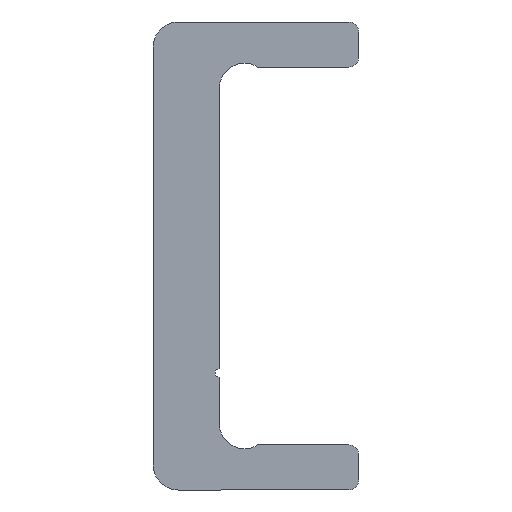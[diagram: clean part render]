
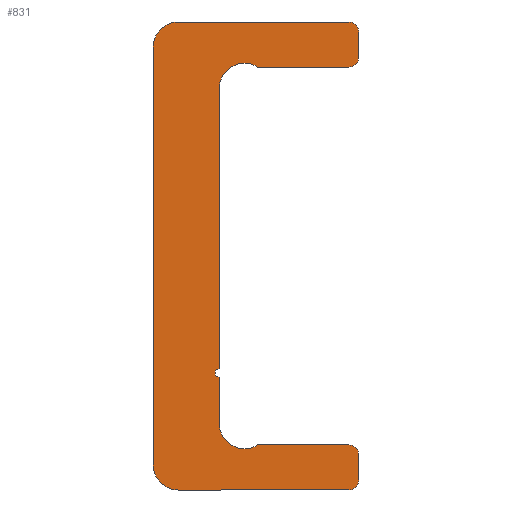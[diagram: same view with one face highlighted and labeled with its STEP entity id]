
A CAD part, left-side view. The second image highlights one B-rep face of the part: STEP entity #831.
In plain terms, the highlighted planar face has unit normal (-1, 0, 0).
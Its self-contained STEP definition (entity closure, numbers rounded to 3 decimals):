
#227=CARTESIAN_POINT('',(0.0,2.2,10.03));
#228=VERTEX_POINT('',#227);
#235=CARTESIAN_POINT('',(0.0,2.2,-6.75));
#236=VERTEX_POINT('',#235);
#237=CARTESIAN_POINT('',(0.0,2.2,10.03));
#238=DIRECTION('',(0.0,0.0,-1.0));
#239=VECTOR('',#238,16.78);
#240=LINE('',#237,#239);
#241=EDGE_CURVE('',#228,#236,#240,.T.);
#275=CARTESIAN_POINT('',(0.0,-0.098,11.3));
#276=VERTEX_POINT('',#275);
#283=CARTESIAN_POINT('',(0.0,0.7,10.03));
#284=DIRECTION('',(-1.0,0.0,0.0));
#285=DIRECTION('',(0.0,-1.0,0.0));
#286=AXIS2_PLACEMENT_3D('',#283,#284,#285);
#287=CIRCLE('',#286,1.5);
#288=EDGE_CURVE('',#276,#228,#287,.T.);
#307=CARTESIAN_POINT('',(0.0,-5.55,11.3));
#308=VERTEX_POINT('',#307);
#315=CARTESIAN_POINT('',(0.0,-5.55,11.3));
#316=DIRECTION('',(0.0,1.0,0.0));
#317=VECTOR('',#316,5.452);
#318=LINE('',#315,#317);
#319=EDGE_CURVE('',#308,#276,#318,.T.);
#339=CARTESIAN_POINT('',(0.0,-6.15,11.9));
#340=VERTEX_POINT('',#339);
#347=CARTESIAN_POINT('',(0.0,-5.55,11.9));
#348=DIRECTION('',(1.0,0.0,0.0));
#349=DIRECTION('',(0.0,-1.0,0.0));
#350=AXIS2_PLACEMENT_3D('',#347,#348,#349);
#351=CIRCLE('',#350,0.6);
#352=EDGE_CURVE('',#340,#308,#351,.T.);
#371=CARTESIAN_POINT('',(0.0,-6.15,13.4));
#372=VERTEX_POINT('',#371);
#379=CARTESIAN_POINT('',(0.0,-6.15,13.4));
#380=DIRECTION('',(0.0,0.0,-1.0));
#381=VECTOR('',#380,1.5);
#382=LINE('',#379,#381);
#383=EDGE_CURVE('',#372,#340,#382,.T.);
#403=CARTESIAN_POINT('',(0.0,-5.55,14.));
#404=VERTEX_POINT('',#403);
#411=CARTESIAN_POINT('',(0.0,-5.55,13.4));
#412=DIRECTION('',(1.0,0.0,0.0));
#413=DIRECTION('',(0.0,0.0,1.0));
#414=AXIS2_PLACEMENT_3D('',#411,#412,#413);
#415=CIRCLE('',#414,0.6);
#416=EDGE_CURVE('',#404,#372,#415,.T.);
#435=CARTESIAN_POINT('',(0.0,4.65,14.));
#436=VERTEX_POINT('',#435);
#443=CARTESIAN_POINT('',(0.0,4.65,14.));
#444=DIRECTION('',(0.0,-1.0,0.0));
#445=VECTOR('',#444,10.2);
#446=LINE('',#443,#445);
#447=EDGE_CURVE('',#436,#404,#446,.T.);
#467=CARTESIAN_POINT('',(0.0,6.15,12.5));
#468=VERTEX_POINT('',#467);
#475=CARTESIAN_POINT('',(0.0,4.65,12.5));
#476=DIRECTION('',(1.0,0.0,0.0));
#477=DIRECTION('',(0.0,1.0,0.0));
#478=AXIS2_PLACEMENT_3D('',#475,#476,#477);
#479=CIRCLE('',#478,1.5);
#480=EDGE_CURVE('',#468,#436,#479,.T.);
#499=CARTESIAN_POINT('',(0.0,6.15,-12.5));
#500=VERTEX_POINT('',#499);
#507=CARTESIAN_POINT('',(0.0,6.15,-12.5));
#508=DIRECTION('',(0.0,0.0,1.0));
#509=VECTOR('',#508,25.);
#510=LINE('',#507,#509);
#511=EDGE_CURVE('',#500,#468,#510,.T.);
#540=CARTESIAN_POINT('',(0.0,4.65,-14.));
#541=VERTEX_POINT('',#540);
#548=CARTESIAN_POINT('',(0.0,4.65,-12.5));
#549=DIRECTION('',(1.0,0.0,0.0));
#550=DIRECTION('',(0.0,0.0,-1.0));
#551=AXIS2_PLACEMENT_3D('',#548,#549,#550);
#552=CIRCLE('',#551,1.5);
#553=EDGE_CURVE('',#541,#500,#552,.T.);
#572=CARTESIAN_POINT('',(0.0,-5.55,-14.));
#573=VERTEX_POINT('',#572);
#580=CARTESIAN_POINT('',(0.0,-5.55,-14.));
#581=DIRECTION('',(0.0,1.0,0.0));
#582=VECTOR('',#581,10.2);
#583=LINE('',#580,#582);
#584=EDGE_CURVE('',#573,#541,#583,.T.);
#604=CARTESIAN_POINT('',(0.0,-6.15,-13.4));
#605=VERTEX_POINT('',#604);
#612=CARTESIAN_POINT('',(0.0,-5.55,-13.4));
#613=DIRECTION('',(1.0,0.0,0.0));
#614=DIRECTION('',(0.0,-1.0,0.0));
#615=AXIS2_PLACEMENT_3D('',#612,#613,#614);
#616=CIRCLE('',#615,0.6);
#617=EDGE_CURVE('',#605,#573,#616,.T.);
#636=CARTESIAN_POINT('',(0.0,-6.15,-11.9));
#637=VERTEX_POINT('',#636);
#644=CARTESIAN_POINT('',(0.0,-6.15,-11.9));
#645=DIRECTION('',(0.0,0.0,-1.0));
#646=VECTOR('',#645,1.5);
#647=LINE('',#644,#646);
#648=EDGE_CURVE('',#637,#605,#647,.T.);
#668=CARTESIAN_POINT('',(0.0,-5.55,-11.3));
#669=VERTEX_POINT('',#668);
#676=CARTESIAN_POINT('',(0.0,-5.55,-11.9));
#677=DIRECTION('',(1.0,0.0,0.0));
#678=DIRECTION('',(0.0,0.0,1.0));
#679=AXIS2_PLACEMENT_3D('',#676,#677,#678);
#680=CIRCLE('',#679,0.6);
#681=EDGE_CURVE('',#669,#637,#680,.T.);
#700=CARTESIAN_POINT('',(0.0,-0.098,-11.3));
#701=VERTEX_POINT('',#700);
#708=CARTESIAN_POINT('',(0.0,-0.098,-11.3));
#709=DIRECTION('',(0.0,-1.0,0.0));
#710=VECTOR('',#709,5.452);
#711=LINE('',#708,#710);
#712=EDGE_CURVE('',#701,#669,#711,.T.);
#732=CARTESIAN_POINT('',(0.0,2.2,-10.03));
#733=VERTEX_POINT('',#732);
#740=CARTESIAN_POINT('',(0.0,0.7,-10.03));
#741=DIRECTION('',(-1.0,0.0,0.0));
#742=DIRECTION('',(0.0,0.532,0.847));
#743=AXIS2_PLACEMENT_3D('',#740,#741,#742);
#744=CIRCLE('',#743,1.5);
#745=EDGE_CURVE('',#733,#701,#744,.T.);
#764=CARTESIAN_POINT('',(0.0,2.2,-7.25));
#765=VERTEX_POINT('',#764);
#772=CARTESIAN_POINT('',(0.0,2.2,-7.25));
#773=DIRECTION('',(0.0,0.0,-1.0));
#774=VECTOR('',#773,2.78);
#775=LINE('',#772,#774);
#776=EDGE_CURVE('',#765,#733,#775,.T.);
#795=CARTESIAN_POINT('',(0.0,2.2,-7.));
#796=DIRECTION('',(-1.0,0.0,0.0));
#797=DIRECTION('',(0.0,0.0,1.0));
#798=AXIS2_PLACEMENT_3D('',#795,#796,#797);
#799=CIRCLE('',#798,0.25);
#800=EDGE_CURVE('',#236,#765,#799,.T.);
#806=CARTESIAN_POINT('',(0.0,1.611,-0.021));
#807=DIRECTION('',(1.0,0.0,0.0));
#808=DIRECTION('',(0.0,0.0,-1.0));
#809=AXIS2_PLACEMENT_3D('',#806,#807,#808);
#810=PLANE('',#809);
#811=ORIENTED_EDGE('',*,*,#800,.F.);
#812=ORIENTED_EDGE('',*,*,#241,.F.);
#813=ORIENTED_EDGE('',*,*,#288,.F.);
#814=ORIENTED_EDGE('',*,*,#319,.F.);
#815=ORIENTED_EDGE('',*,*,#352,.F.);
#816=ORIENTED_EDGE('',*,*,#383,.F.);
#817=ORIENTED_EDGE('',*,*,#416,.F.);
#818=ORIENTED_EDGE('',*,*,#447,.F.);
#819=ORIENTED_EDGE('',*,*,#480,.F.);
#820=ORIENTED_EDGE('',*,*,#511,.F.);
#821=ORIENTED_EDGE('',*,*,#553,.F.);
#822=ORIENTED_EDGE('',*,*,#584,.F.);
#823=ORIENTED_EDGE('',*,*,#617,.F.);
#824=ORIENTED_EDGE('',*,*,#648,.F.);
#825=ORIENTED_EDGE('',*,*,#681,.F.);
#826=ORIENTED_EDGE('',*,*,#712,.F.);
#827=ORIENTED_EDGE('',*,*,#745,.F.);
#828=ORIENTED_EDGE('',*,*,#776,.F.);
#829=EDGE_LOOP('',(#811,#812,#813,#814,#815,#816,#817,#818,#819,#820,#821,#822,#823,#824,#825,#826,#827,#828));
#830=FACE_OUTER_BOUND('',#829,.T.);
#831=ADVANCED_FACE('',(#830),#810,.F.);
